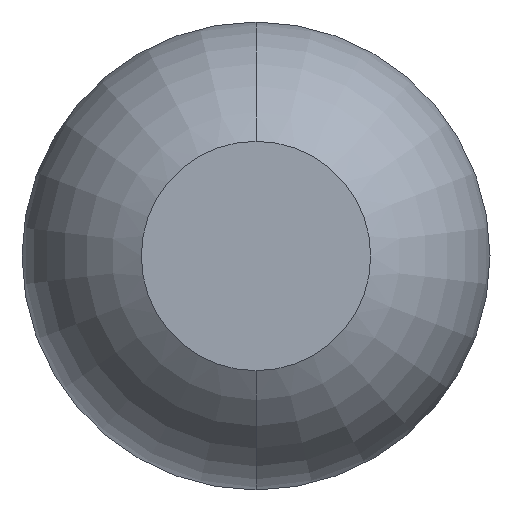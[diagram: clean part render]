
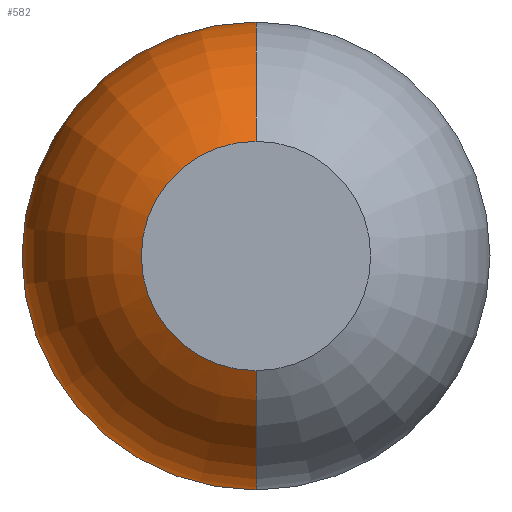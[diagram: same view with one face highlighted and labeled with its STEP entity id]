
A CAD part, front view. The second image highlights one B-rep face of the part: STEP entity #582.
In plain terms, the highlighted toroidal (fillet/blend) face has major radius 0.01 mm and minor radius 0.5 mm.
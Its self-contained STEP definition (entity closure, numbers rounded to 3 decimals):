
#255 = EDGE_LOOP ( 'NONE', ( #2594, #1850, #3280, #2688 ) ) ;
#422 = AXIS2_PLACEMENT_3D ( 'NONE', #3582, #2319, #3874 ) ;
#582 = ADVANCED_FACE ( 'Defeature ausgef�hrt1_5', ( #1448 ), #1313, .T. ) ;
#665 = CARTESIAN_POINT ( 'NONE',  ( 0., -30.4, 0. ) ) ;
#729 = CARTESIAN_POINT ( 'NONE',  ( 0., -29.961, 0.51 ) ) ;
#836 = CARTESIAN_POINT ( 'NONE',  ( 0., -29.961, 0.01 ) ) ;
#1122 = EDGE_CURVE ( 'Defeature ausgef�hrt1_6+Defeature ausgef�hrt1_5+Defeature ausgef�hrt1_5+Defeature ausgef�hrt1_5', #3277, #1382, #3371, .T. ) ;
#1146 = AXIS2_PLACEMENT_3D ( 'NONE', #3236, #3873, #2957 ) ;
#1151 = DIRECTION ( 'NONE',  ( 0., 0., 1. ) ) ;
#1313 = TOROIDAL_SURFACE ( 'NONE', #2244, 0.01, 0.5 ) ;
#1382 = VERTEX_POINT ( 'NONE', #729 ) ;
#1448 = FACE_OUTER_BOUND ( 'NONE', #255, .T. ) ;
#1544 = DIRECTION ( 'NONE',  ( 0., 0., 1. ) ) ;
#1569 = VERTEX_POINT ( 'NONE', #1903 ) ;
#1638 = AXIS2_PLACEMENT_3D ( 'NONE', #665, #2860, #3170 ) ;
#1850 = ORIENTED_EDGE ( 'NONE', *, *, #2991, .F. ) ;
#1903 = CARTESIAN_POINT ( 'NONE',  ( 0., -30.4, 0.25 ) ) ;
#2076 = DIRECTION ( 'NONE',  ( -1., 0., 0. ) ) ;
#2136 = CIRCLE ( 'NONE', #1146, 0.5 ) ;
#2144 = CARTESIAN_POINT ( 'NONE',  ( 0., -30.4, -0.25 ) ) ;
#2193 = CIRCLE ( 'NONE', #3577, 0.5 ) ;
#2228 = CARTESIAN_POINT ( 'NONE',  ( 0., -29.961, 0. ) ) ;
#2244 = AXIS2_PLACEMENT_3D ( 'NONE', #2228, #3155, #1544 ) ;
#2319 = DIRECTION ( 'NONE',  ( 0., 1., 0. ) ) ;
#2594 = ORIENTED_EDGE ( 'NONE', *, *, #3776, .F. ) ;
#2688 = ORIENTED_EDGE ( 'NONE', *, *, #1122, .F. ) ;
#2860 = DIRECTION ( 'NONE',  ( 0., -1., 0. ) ) ;
#2912 = VERTEX_POINT ( 'NONE', #2144 ) ;
#2957 = DIRECTION ( 'NONE',  ( 0., 0., -1. ) ) ;
#2991 = EDGE_CURVE ( 'Defeature ausgef�hrt1_12+Defeature ausgef�hrt1_5+Defeature ausgef�hrt1_5+Defeature ausgef�hrt1_5', #1569, #2912, #3103, .T. ) ;
#3097 = EDGE_CURVE ( 'NONE', #1569, #1382, #2193, .T. ) ;
#3103 = CIRCLE ( 'NONE', #1638, 0.25 ) ;
#3155 = DIRECTION ( 'NONE',  ( 0., 1., 0. ) ) ;
#3170 = DIRECTION ( 'NONE',  ( 0., 0., -1. ) ) ;
#3236 = CARTESIAN_POINT ( 'NONE',  ( 0., -29.961, -0.01 ) ) ;
#3277 = VERTEX_POINT ( 'NONE', #3630 ) ;
#3280 = ORIENTED_EDGE ( 'NONE', *, *, #3097, .T. ) ;
#3371 = CIRCLE ( 'NONE', #422, 0.51 ) ;
#3577 = AXIS2_PLACEMENT_3D ( 'NONE', #836, #2076, #1151 ) ;
#3582 = CARTESIAN_POINT ( 'NONE',  ( 0., -29.961, 0. ) ) ;
#3630 = CARTESIAN_POINT ( 'NONE',  ( 0., -29.961, -0.51 ) ) ;
#3776 = EDGE_CURVE ( 'NONE', #2912, #3277, #2136, .T. ) ;
#3873 = DIRECTION ( 'NONE',  ( 1., 0., 0. ) ) ;
#3874 = DIRECTION ( 'NONE',  ( 0., 0., 1. ) ) ;
